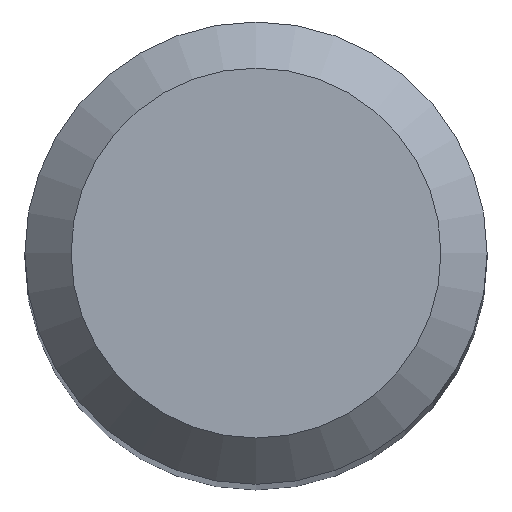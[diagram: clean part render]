
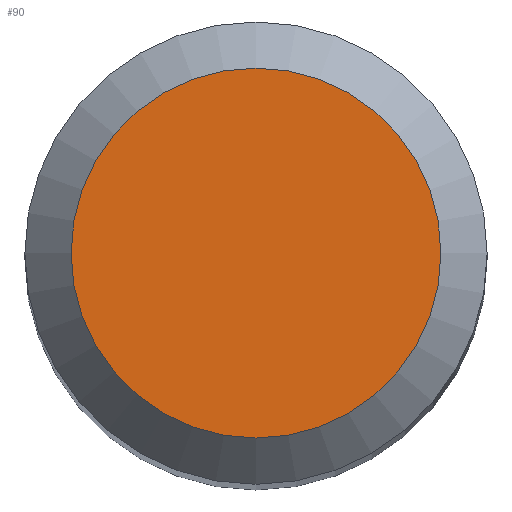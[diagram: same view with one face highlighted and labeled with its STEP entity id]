
A CAD part, top view. The second image highlights one B-rep face of the part: STEP entity #90.
In plain terms, the highlighted planar face has unit normal (0, 0, 1).
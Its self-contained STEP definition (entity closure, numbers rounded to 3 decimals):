
#33 = PLANE ( 'NONE',  #79 ) ;
#36 = DIRECTION ( 'NONE',  ( 0., -1., 0. ) ) ;
#79 = AXIS2_PLACEMENT_3D ( 'NONE', #117, #237, #223 ) ;
#80 = AXIS2_PLACEMENT_3D ( 'NONE', #151, #171, #36 ) ;
#90 = ADVANCED_FACE ( 'NONE', ( #102 ), #33, .F. ) ;
#94 = CARTESIAN_POINT ( 'NONE',  ( 0., -2.4, 55. ) ) ;
#101 = EDGE_CURVE ( 'NONE', #248, #248, #177, .T. ) ;
#102 = FACE_OUTER_BOUND ( 'NONE', #235, .T. ) ;
#117 = CARTESIAN_POINT ( 'NONE',  ( 0., 0., 55. ) ) ;
#151 = CARTESIAN_POINT ( 'NONE',  ( 0., 0., 55. ) ) ;
#171 = DIRECTION ( 'NONE',  ( 0., 0., 1. ) ) ;
#177 = CIRCLE ( 'NONE', #80, 2.4 ) ;
#223 = DIRECTION ( 'NONE',  ( 0., 1., 0. ) ) ;
#229 = ORIENTED_EDGE ( 'NONE', *, *, #101, .T. ) ;
#235 = EDGE_LOOP ( 'NONE', ( #229 ) ) ;
#237 = DIRECTION ( 'NONE',  ( 0., 0., -1. ) ) ;
#248 = VERTEX_POINT ( 'NONE', #94 ) ;
